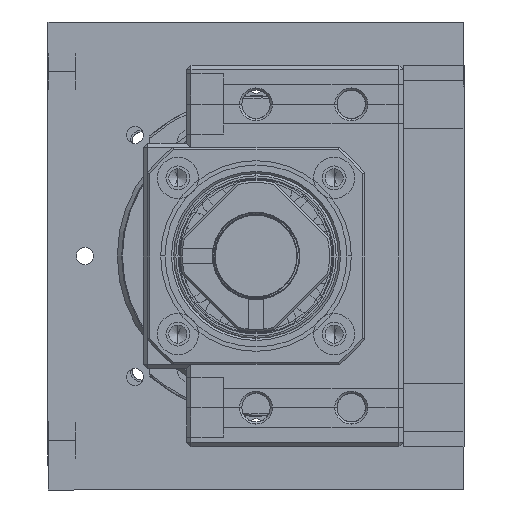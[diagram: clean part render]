
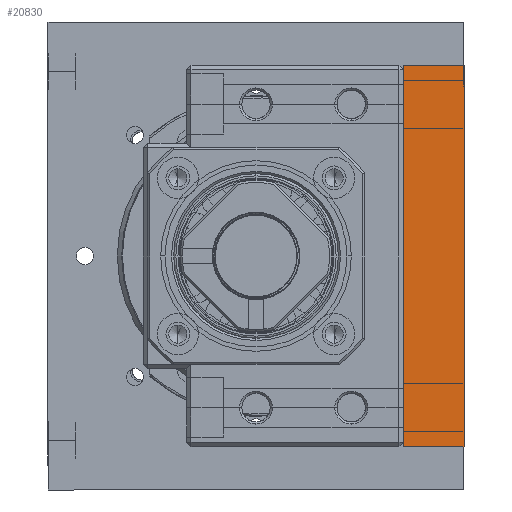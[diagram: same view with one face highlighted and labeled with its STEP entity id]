
A CAD part, left-side view. The second image highlights one B-rep face of the part: STEP entity #20830.
In plain terms, the highlighted face is planar.
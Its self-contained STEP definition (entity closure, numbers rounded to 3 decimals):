
#3732 = CARTESIAN_POINT ( 'NONE',  ( 0., 0., 14. ) ) ;
#4391 = VERTEX_POINT ( 'NONE', #12318 ) ;
#5508 = CARTESIAN_POINT ( 'NONE',  ( 0., 0., 0. ) ) ;
#8965 = LINE ( 'NONE', #49666, #24142 ) ;
#9667 = ORIENTED_EDGE ( 'NONE', *, *, #11915, .F. ) ;
#9694 = CARTESIAN_POINT ( 'NONE',  ( 0., 0., 14. ) ) ;
#11915 = EDGE_CURVE ( 'NONE', #4391, #16332, #57311, .T. ) ;
#12318 = CARTESIAN_POINT ( 'NONE',  ( 0., 0., 14. ) ) ;
#14489 = DIRECTION ( 'NONE',  ( -1., 0., 0. ) ) ;
#15484 = CARTESIAN_POINT ( 'NONE',  ( 88., 0., 14. ) ) ;
#16332 = VERTEX_POINT ( 'NONE', #15484 ) ;
#18300 = CARTESIAN_POINT ( 'NONE',  ( 0., 0., 0. ) ) ;
#18458 = ORIENTED_EDGE ( 'NONE', *, *, #46185, .F. ) ;
#19183 = EDGE_CURVE ( 'NONE', #51780, #4391, #8965, .T. ) ;
#19915 = VECTOR ( 'NONE', #14489, 1000. ) ;
#20830 = ADVANCED_FACE ( 'NONE', ( #50645 ), #31967, .F. ) ;
#21512 = VECTOR ( 'NONE', #42380, 1000. ) ;
#22384 = ORIENTED_EDGE ( 'NONE', *, *, #19183, .F. ) ;
#24142 = VECTOR ( 'NONE', #26845, 1000. ) ;
#24353 = EDGE_CURVE ( 'NONE', #47168, #51780, #40572, .T. ) ;
#25147 = DIRECTION ( 'NONE',  ( 1., 0., 0. ) ) ;
#25348 = AXIS2_PLACEMENT_3D ( 'NONE', #9694, #41039, #27566 ) ;
#26845 = DIRECTION ( 'NONE',  ( 0., 0., 1. ) ) ;
#27566 = DIRECTION ( 'NONE',  ( 0., 0., 1. ) ) ;
#31967 = PLANE ( 'NONE',  #25348 ) ;
#32715 = CARTESIAN_POINT ( 'NONE',  ( 88., 0., 14. ) ) ;
#36399 = VECTOR ( 'NONE', #25147, 1000. ) ;
#40572 = LINE ( 'NONE', #18300, #19915 ) ;
#41039 = DIRECTION ( 'NONE',  ( 0., 1., 0. ) ) ;
#41773 = ORIENTED_EDGE ( 'NONE', *, *, #24353, .F. ) ;
#42380 = DIRECTION ( 'NONE',  ( 0., 0., -1. ) ) ;
#43507 = EDGE_LOOP ( 'NONE', ( #18458, #9667, #22384, #41773 ) ) ;
#46185 = EDGE_CURVE ( 'NONE', #16332, #47168, #46190, .T. ) ;
#46190 = LINE ( 'NONE', #32715, #21512 ) ;
#47168 = VERTEX_POINT ( 'NONE', #51444 ) ;
#49666 = CARTESIAN_POINT ( 'NONE',  ( 0., 0., 14. ) ) ;
#50645 = FACE_OUTER_BOUND ( 'NONE', #43507, .T. ) ;
#51444 = CARTESIAN_POINT ( 'NONE',  ( 88., 0., 0. ) ) ;
#51780 = VERTEX_POINT ( 'NONE', #5508 ) ;
#57311 = LINE ( 'NONE', #3732, #36399 ) ;
